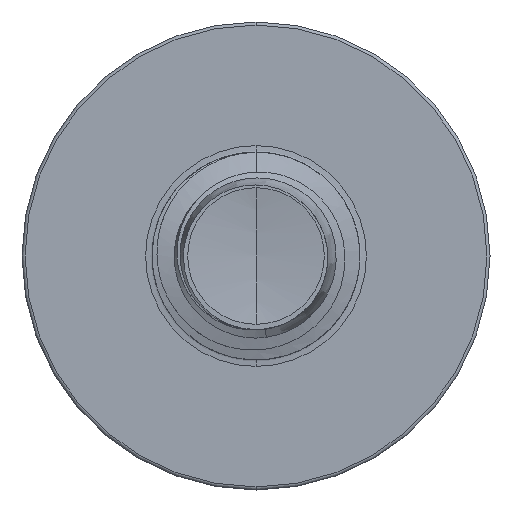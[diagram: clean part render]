
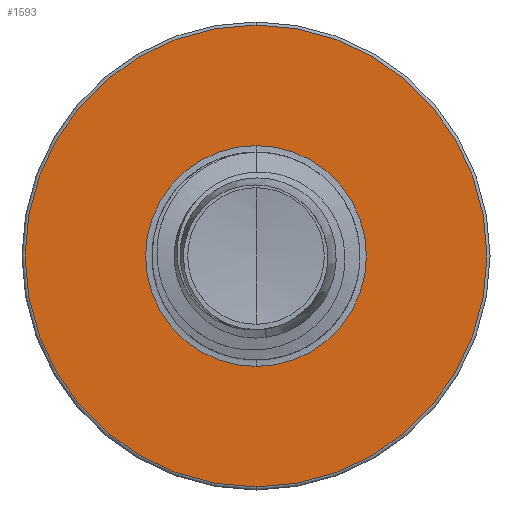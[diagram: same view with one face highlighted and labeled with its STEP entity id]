
A CAD part, front view. The second image highlights one B-rep face of the part: STEP entity #1593.
In plain terms, the highlighted planar face has unit normal (0, -1, 0).
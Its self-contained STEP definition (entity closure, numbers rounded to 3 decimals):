
#1593 = ADVANCED_FACE ( 'NONE', ( #16755, #17962 ), #6252, .F. ) ;
#1727 = ORIENTED_EDGE ( 'NONE', *, *, #11127, .F. ) ;
#1812 = CIRCLE ( 'NONE', #21379, 6.66 ) ;
#2073 = DIRECTION ( 'NONE',  ( 0., 1., 0. ) ) ;
#2365 = ORIENTED_EDGE ( 'NONE', *, *, #4573, .T. ) ;
#3045 = DIRECTION ( 'NONE',  ( 0., 1., 0. ) ) ;
#3222 = VERTEX_POINT ( 'NONE', #11761 ) ;
#4573 = EDGE_CURVE ( 'NONE', #3222, #17959, #6685, .T. ) ;
#4762 = AXIS2_PLACEMENT_3D ( 'NONE', #13501, #2073, #15389 ) ;
#4768 = VERTEX_POINT ( 'NONE', #6919 ) ;
#5342 = CARTESIAN_POINT ( 'NONE',  ( 0., 10., 0. ) ) ;
#5453 = CARTESIAN_POINT ( 'NONE',  ( 0., 10., -3.186 ) ) ;
#5674 = DIRECTION ( 'NONE',  ( 0., 0., 1. ) ) ;
#5729 = DIRECTION ( 'NONE',  ( 0., 1., 0. ) ) ;
#6041 = CARTESIAN_POINT ( 'NONE',  ( 0., 10., -3.186 ) ) ;
#6252 = PLANE ( 'NONE',  #19049 ) ;
#6685 = CIRCLE ( 'NONE', #23735, 3.186 ) ;
#6919 = CARTESIAN_POINT ( 'NONE',  ( 0., 10., 6.66 ) ) ;
#7272 = DIRECTION ( 'NONE',  ( 0., 0., 1. ) ) ;
#8280 = ORIENTED_EDGE ( 'NONE', *, *, #10495, .F. ) ;
#8734 = CIRCLE ( 'NONE', #20622, 6.66 ) ;
#10071 = VERTEX_POINT ( 'NONE', #18364 ) ;
#10495 = EDGE_CURVE ( 'NONE', #10071, #4768, #8734, .T. ) ;
#11127 = EDGE_CURVE ( 'NONE', #4768, #10071, #1812, .T. ) ;
#11761 = CARTESIAN_POINT ( 'NONE',  ( 0., 10., 3.186 ) ) ;
#12186 = DIRECTION ( 'NONE',  ( 0., 0., 1. ) ) ;
#12241 = DIRECTION ( 'NONE',  ( 0., 1., 0. ) ) ;
#12267 = CARTESIAN_POINT ( 'NONE',  ( 0., 10., 0. ) ) ;
#13501 = CARTESIAN_POINT ( 'NONE',  ( 0., 10., 0. ) ) ;
#14433 = CARTESIAN_POINT ( 'NONE',  ( 0., 10., 0. ) ) ;
#15389 = DIRECTION ( 'NONE',  ( 0., 0., 1. ) ) ;
#16328 = DIRECTION ( 'NONE',  ( 0., 0., 1. ) ) ;
#16755 = FACE_OUTER_BOUND ( 'NONE', #19296, .T. ) ;
#16941 = EDGE_LOOP ( 'NONE', ( #2365, #19388 ) ) ;
#17959 = VERTEX_POINT ( 'NONE', #5453 ) ;
#17962 = FACE_BOUND ( 'NONE', #16941, .T. ) ;
#18364 = CARTESIAN_POINT ( 'NONE',  ( 0., 10., -6.66 ) ) ;
#18450 = EDGE_CURVE ( 'NONE', #17959, #3222, #19299, .T. ) ;
#18606 = DIRECTION ( 'NONE',  ( 0., 1., 0. ) ) ;
#19049 = AXIS2_PLACEMENT_3D ( 'NONE', #6041, #5729, #5674 ) ;
#19296 = EDGE_LOOP ( 'NONE', ( #1727, #8280 ) ) ;
#19299 = CIRCLE ( 'NONE', #4762, 3.186 ) ;
#19388 = ORIENTED_EDGE ( 'NONE', *, *, #18450, .T. ) ;
#20622 = AXIS2_PLACEMENT_3D ( 'NONE', #5342, #18606, #7272 ) ;
#21379 = AXIS2_PLACEMENT_3D ( 'NONE', #14433, #3045, #16328 ) ;
#23735 = AXIS2_PLACEMENT_3D ( 'NONE', #12267, #12241, #12186 ) ;
